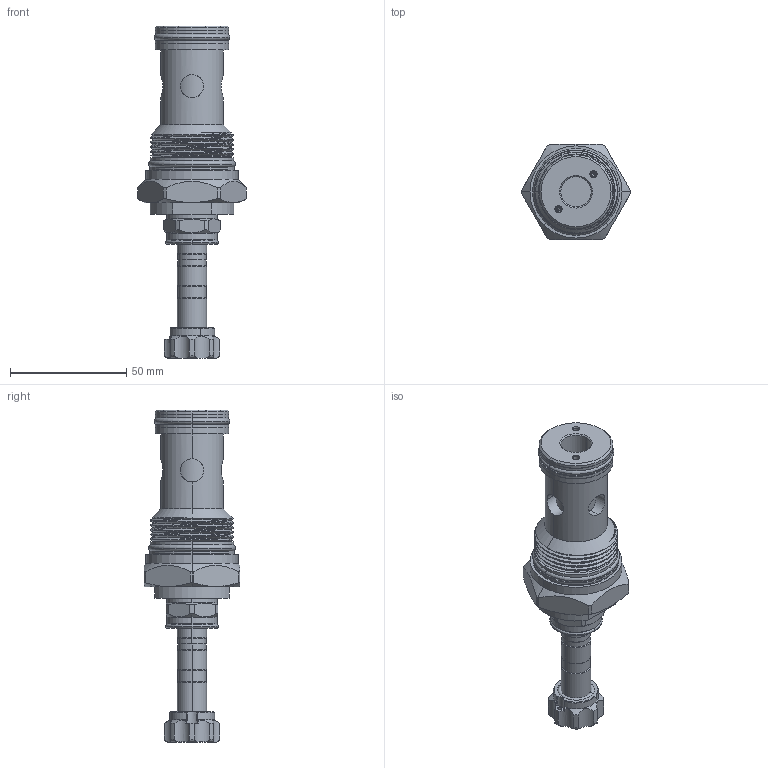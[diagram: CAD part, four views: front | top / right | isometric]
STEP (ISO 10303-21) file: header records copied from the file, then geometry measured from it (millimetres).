
FILE_DESCRIPTION (( 'STEP AP203' ), '1' );
FILE_NAME ('EP16A2A01N95.STEP', '2016-08-24T02:06:43', ( '' ), ( '' ), 'SwSTEP 2.0', 'SolidWorks 2012', '' );
FILE_SCHEMA (( 'CONFIG_CONTROL_DESIGN' ));
Length unit declared in the file: millimetre
Products named in the file (1): EP16A2A01N95
Bounding box: 46.8 x 41.2 x 142.65 mm (x, y, z)
Volume: 78541.5 mm3; surface area: 22189.1 mm2
Topology: 7 solids, 7 shells, 274 faces, 659 edges, 405 vertices
Faces by surface type: cylinder 132, cone 53, plane 44, torus 40, bspline 5
Entity records: 10919 total; most frequent: CARTESIAN_POINT 4539, DIRECTION 1368, ORIENTED_EDGE 1302, EDGE_CURVE 651, AXIS2_PLACEMENT_3D 583, VERTEX_POINT 405, CIRCLE 313, EDGE_LOOP 302
